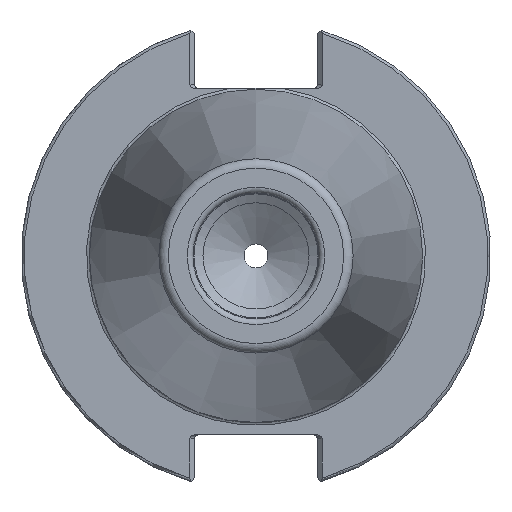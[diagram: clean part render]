
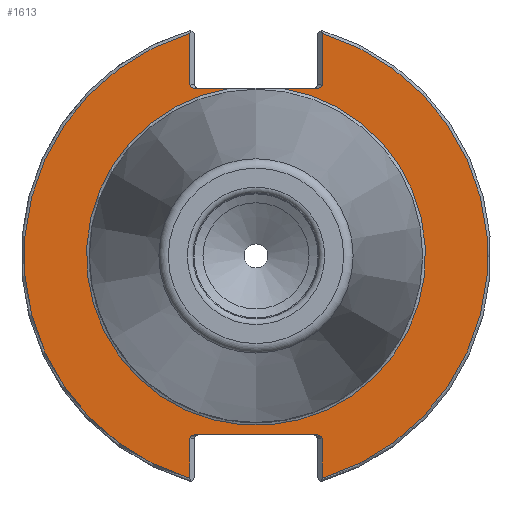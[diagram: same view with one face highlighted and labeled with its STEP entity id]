
A CAD part, left-side view. The second image highlights one B-rep face of the part: STEP entity #1613.
In plain terms, the highlighted planar face has unit normal (-1, 0, 0).
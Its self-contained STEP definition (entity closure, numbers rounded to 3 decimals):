
#5 = EDGE_CURVE ( 'NONE', #2968, #2107, #1808, .T. ) ;
#70 = VECTOR ( 'NONE', #3786, 1000. ) ;
#80 = CARTESIAN_POINT ( 'NONE',  ( 3.175, 13.381, 35.1 ) ) ;
#95 = DIRECTION ( 'NONE',  ( -1., 0., 0. ) ) ;
#100 = DIRECTION ( 'NONE',  ( 1., 0., 0. ) ) ;
#138 = ORIENTED_EDGE ( 'NONE', *, *, #1135, .T. ) ;
#151 = VECTOR ( 'NONE', #2095, 1000. ) ;
#193 = EDGE_CURVE ( 'NONE', #817, #2758, #1178, .T. ) ;
#213 = CARTESIAN_POINT ( 'NONE',  ( 3.175, -12.719, 35.1 ) ) ;
#240 = EDGE_CURVE ( 'NONE', #2107, #3192, #928, .T. ) ;
#369 = ORIENTED_EDGE ( 'NONE', *, *, #1848, .T. ) ;
#382 = CARTESIAN_POINT ( 'NONE',  ( 3.175, -13.85, -38.3 ) ) ;
#431 = CARTESIAN_POINT ( 'NONE',  ( 3.175, -13.85, 35.9 ) ) ;
#493 = EDGE_LOOP ( 'NONE', ( #1030, #1407, #1979, #794, #693, #2919, #2252, #3686, #2063, #2618, #3710, #369, #3705, #138 ) ) ;
#514 = VERTEX_POINT ( 'NONE', #382 ) ;
#586 =( BOUNDED_CURVE ( )  B_SPLINE_CURVE ( 3, ( #888, #1801, #2082, #2985 ),
 .UNSPECIFIED., .F., .F. ) 
 B_SPLINE_CURVE_WITH_KNOTS ( ( 4, 4 ),
 ( 4.712, 6.283 ),
 .UNSPECIFIED. ) 
 CURVE ( )  GEOMETRIC_REPRESENTATION_ITEM ( )  RATIONAL_B_SPLINE_CURVE ( ( 1., 0.805, 0.805, 1. ) ) 
 REPRESENTATION_ITEM ( '' )  );
#642 = VERTEX_POINT ( 'NONE', #2595 ) ;
#652 = CARTESIAN_POINT ( 'NONE',  ( 3.175, 0., 0. ) ) ;
#655 = AXIS2_PLACEMENT_3D ( 'NONE', #652, #2494, #3421 ) ;
#667 = VECTOR ( 'NONE', #2850, 1000. ) ;
#693 = ORIENTED_EDGE ( 'NONE', *, *, #1555, .F. ) ;
#794 = ORIENTED_EDGE ( 'NONE', *, *, #3338, .T. ) ;
#817 = VERTEX_POINT ( 'NONE', #431 ) ;
#867 = AXIS2_PLACEMENT_3D ( 'NONE', #1900, #95, #3103 ) ;
#873 = CARTESIAN_POINT ( 'NONE',  ( 3.175, 12.719, 35.1 ) ) ;
#888 = CARTESIAN_POINT ( 'NONE',  ( 3.175, -12.719, -37.5 ) ) ;
#928 =( BOUNDED_CURVE ( )  B_SPLINE_CURVE ( 3, ( #3787, #1986, #1723, #1414 ),
 .UNSPECIFIED., .F., .F. ) 
 B_SPLINE_CURVE_WITH_KNOTS ( ( 4, 4 ),
 ( 3.142, 4.712 ),
 .UNSPECIFIED. ) 
 CURVE ( )  GEOMETRIC_REPRESENTATION_ITEM ( )  RATIONAL_B_SPLINE_CURVE ( ( 1., 0.805, 0.805, 1. ) ) 
 REPRESENTATION_ITEM ( '' )  );
#932 = CIRCLE ( 'NONE', #1469, 48.612 ) ;
#954 = DIRECTION ( 'NONE',  ( 0., 0., 1. ) ) ;
#978 = CARTESIAN_POINT ( 'NONE',  ( 3.175, -13.85, 46.598 ) ) ;
#1005 = CARTESIAN_POINT ( 'NONE',  ( 3.175, 13.85, -46.598 ) ) ;
#1030 = ORIENTED_EDGE ( 'NONE', *, *, #5, .T. ) ;
#1044 = VERTEX_POINT ( 'NONE', #2591 ) ;
#1101 = FACE_OUTER_BOUND ( 'NONE', #493, .T. ) ;
#1134 = VERTEX_POINT ( 'NONE', #873 ) ;
#1135 = EDGE_CURVE ( 'NONE', #3104, #2968, #932, .T. ) ;
#1178 =( BOUNDED_CURVE ( )  B_SPLINE_CURVE ( 3, ( #2313, #2586, #2635, #213 ),
 .UNSPECIFIED., .F., .F. ) 
 B_SPLINE_CURVE_WITH_KNOTS ( ( 4, 4 ),
 ( 3.142, 4.712 ),
 .UNSPECIFIED. ) 
 CURVE ( )  GEOMETRIC_REPRESENTATION_ITEM ( )  RATIONAL_B_SPLINE_CURVE ( ( 1., 0.805, 0.805, 1. ) ) 
 REPRESENTATION_ITEM ( '' )  );
#1211 = LINE ( 'NONE', #1696, #3741 ) ;
#1288 = CARTESIAN_POINT ( 'NONE',  ( 3.175, 13.85, 35.431 ) ) ;
#1333 = CARTESIAN_POINT ( 'NONE',  ( 3.175, -12.719, -37.5 ) ) ;
#1391 = CARTESIAN_POINT ( 'NONE',  ( 3.175, -13.85, -37.5 ) ) ;
#1407 = ORIENTED_EDGE ( 'NONE', *, *, #240, .T. ) ;
#1414 = CARTESIAN_POINT ( 'NONE',  ( 3.175, 12.719, -37.5 ) ) ;
#1469 = AXIS2_PLACEMENT_3D ( 'NONE', #2611, #1743, #2030 ) ;
#1505 = CARTESIAN_POINT ( 'NONE',  ( 3.175, -13.85, -46.598 ) ) ;
#1555 = EDGE_CURVE ( 'NONE', #2342, #514, #3262, .T. ) ;
#1560 = CIRCLE ( 'NONE', #655, 35.525 ) ;
#1571 = VECTOR ( 'NONE', #1920, 1000. ) ;
#1606 = CARTESIAN_POINT ( 'NONE',  ( 3.175, 13.85, 35.9 ) ) ;
#1607 = CARTESIAN_POINT ( 'NONE',  ( 3.175, 13.85, 0. ) ) ;
#1611 = CARTESIAN_POINT ( 'NONE',  ( 3.175, 35.525, 0. ) ) ;
#1613 = ADVANCED_FACE ( 'NONE', ( #1101 ), #2234, .F. ) ;
#1670 = EDGE_CURVE ( 'NONE', #817, #2804, #2500, .T. ) ;
#1696 = CARTESIAN_POINT ( 'NONE',  ( 3.175, 35.525, 35.1 ) ) ;
#1723 = CARTESIAN_POINT ( 'NONE',  ( 3.175, 13.381, -37.5 ) ) ;
#1743 = DIRECTION ( 'NONE',  ( -1., 0., 0. ) ) ;
#1767 = CARTESIAN_POINT ( 'NONE',  ( 3.175, 12.719, -37.5 ) ) ;
#1801 = CARTESIAN_POINT ( 'NONE',  ( 3.175, -13.381, -37.5 ) ) ;
#1806 = EDGE_CURVE ( 'NONE', #642, #2134, #1560, .T. ) ;
#1808 = LINE ( 'NONE', #3381, #2971 ) ;
#1843 = EDGE_CURVE ( 'NONE', #2342, #2804, #2272, .T. ) ;
#1848 = EDGE_CURVE ( 'NONE', #1134, #1044, #3620, .T. ) ;
#1900 = CARTESIAN_POINT ( 'NONE',  ( 3.175, 0., 0. ) ) ;
#1920 = DIRECTION ( 'NONE',  ( 0., 0., -1. ) ) ;
#1940 = EDGE_CURVE ( 'NONE', #2758, #2134, #2476, .T. ) ;
#1943 = AXIS2_PLACEMENT_3D ( 'NONE', #1611, #100, #2806 ) ;
#1950 = CARTESIAN_POINT ( 'NONE',  ( 3.175, 13.85, 46.598 ) ) ;
#1968 = DIRECTION ( 'NONE',  ( 0., 1., 0. ) ) ;
#1979 = ORIENTED_EDGE ( 'NONE', *, *, #3031, .T. ) ;
#1986 = CARTESIAN_POINT ( 'NONE',  ( 3.175, 13.85, -37.831 ) ) ;
#2030 = DIRECTION ( 'NONE',  ( 0., 0., 1. ) ) ;
#2063 = ORIENTED_EDGE ( 'NONE', *, *, #1940, .T. ) ;
#2082 = CARTESIAN_POINT ( 'NONE',  ( 3.175, -13.85, -37.831 ) ) ;
#2095 = DIRECTION ( 'NONE',  ( 0., 0., 1. ) ) ;
#2107 = VERTEX_POINT ( 'NONE', #3826 ) ;
#2134 = VERTEX_POINT ( 'NONE', #2312 ) ;
#2234 = PLANE ( 'NONE',  #1943 ) ;
#2252 = ORIENTED_EDGE ( 'NONE', *, *, #1670, .F. ) ;
#2268 = DIRECTION ( 'NONE',  ( 0., -1., 0. ) ) ;
#2272 = CIRCLE ( 'NONE', #867, 48.612 ) ;
#2312 = CARTESIAN_POINT ( 'NONE',  ( 3.175, -5.479, 35.1 ) ) ;
#2313 = CARTESIAN_POINT ( 'NONE',  ( 3.175, -13.85, 35.9 ) ) ;
#2342 = VERTEX_POINT ( 'NONE', #1505 ) ;
#2373 = LINE ( 'NONE', #1391, #3418 ) ;
#2446 = CARTESIAN_POINT ( 'NONE',  ( 3.175, 12.719, 35.1 ) ) ;
#2476 = LINE ( 'NONE', #3144, #70 ) ;
#2494 = DIRECTION ( 'NONE',  ( -1., 0., 0. ) ) ;
#2500 = LINE ( 'NONE', #3569, #151 ) ;
#2554 = EDGE_CURVE ( 'NONE', #642, #1134, #1211, .T. ) ;
#2586 = CARTESIAN_POINT ( 'NONE',  ( 3.175, -13.85, 35.431 ) ) ;
#2591 = CARTESIAN_POINT ( 'NONE',  ( 3.175, 13.85, 35.9 ) ) ;
#2595 = CARTESIAN_POINT ( 'NONE',  ( 3.175, 5.479, 35.1 ) ) ;
#2611 = CARTESIAN_POINT ( 'NONE',  ( 3.175, 0., 0. ) ) ;
#2618 = ORIENTED_EDGE ( 'NONE', *, *, #1806, .F. ) ;
#2635 = CARTESIAN_POINT ( 'NONE',  ( 3.175, -13.381, 35.1 ) ) ;
#2758 = VERTEX_POINT ( 'NONE', #2977 ) ;
#2783 = LINE ( 'NONE', #1607, #1571 ) ;
#2804 = VERTEX_POINT ( 'NONE', #978 ) ;
#2806 = DIRECTION ( 'NONE',  ( 0., 0., -1. ) ) ;
#2850 = DIRECTION ( 'NONE',  ( 0., 0., 1. ) ) ;
#2919 = ORIENTED_EDGE ( 'NONE', *, *, #1843, .T. ) ;
#2968 = VERTEX_POINT ( 'NONE', #1005 ) ;
#2971 = VECTOR ( 'NONE', #954, 1000. ) ;
#2977 = CARTESIAN_POINT ( 'NONE',  ( 3.175, -12.719, 35.1 ) ) ;
#2985 = CARTESIAN_POINT ( 'NONE',  ( 3.175, -13.85, -38.3 ) ) ;
#3031 = EDGE_CURVE ( 'NONE', #3192, #3520, #2373, .T. ) ;
#3103 = DIRECTION ( 'NONE',  ( 0., 0., 1. ) ) ;
#3104 = VERTEX_POINT ( 'NONE', #1950 ) ;
#3144 = CARTESIAN_POINT ( 'NONE',  ( 3.175, 35.525, 35.1 ) ) ;
#3192 = VERTEX_POINT ( 'NONE', #1767 ) ;
#3211 = CARTESIAN_POINT ( 'NONE',  ( 3.175, -13.85, -49.212 ) ) ;
#3262 = LINE ( 'NONE', #3211, #667 ) ;
#3338 = EDGE_CURVE ( 'NONE', #3520, #514, #586, .T. ) ;
#3381 = CARTESIAN_POINT ( 'NONE',  ( 3.175, 13.85, -49.212 ) ) ;
#3418 = VECTOR ( 'NONE', #2268, 1000. ) ;
#3421 = DIRECTION ( 'NONE',  ( 0., 0., 1. ) ) ;
#3503 = EDGE_CURVE ( 'NONE', #3104, #1044, #2783, .T. ) ;
#3520 = VERTEX_POINT ( 'NONE', #1333 ) ;
#3569 = CARTESIAN_POINT ( 'NONE',  ( 3.175, -13.85, 0. ) ) ;
#3620 =( BOUNDED_CURVE ( )  B_SPLINE_CURVE ( 3, ( #2446, #80, #1288, #1606 ),
 .UNSPECIFIED., .F., .F. ) 
 B_SPLINE_CURVE_WITH_KNOTS ( ( 4, 4 ),
 ( 4.712, 6.283 ),
 .UNSPECIFIED. ) 
 CURVE ( )  GEOMETRIC_REPRESENTATION_ITEM ( )  RATIONAL_B_SPLINE_CURVE ( ( 1., 0.805, 0.805, 1. ) ) 
 REPRESENTATION_ITEM ( '' )  );
#3686 = ORIENTED_EDGE ( 'NONE', *, *, #193, .T. ) ;
#3705 = ORIENTED_EDGE ( 'NONE', *, *, #3503, .F. ) ;
#3710 = ORIENTED_EDGE ( 'NONE', *, *, #2554, .T. ) ;
#3741 = VECTOR ( 'NONE', #1968, 1000. ) ;
#3786 = DIRECTION ( 'NONE',  ( 0., 1., 0. ) ) ;
#3787 = CARTESIAN_POINT ( 'NONE',  ( 3.175, 13.85, -38.3 ) ) ;
#3826 = CARTESIAN_POINT ( 'NONE',  ( 3.175, 13.85, -38.3 ) ) ;
